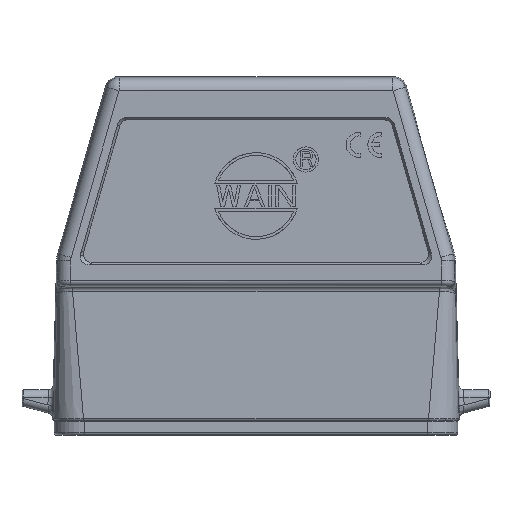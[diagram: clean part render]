
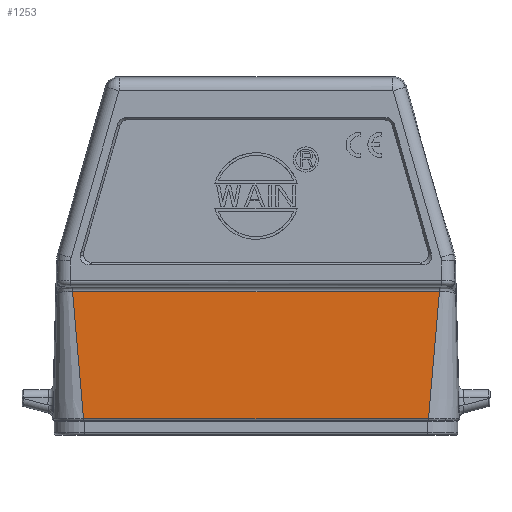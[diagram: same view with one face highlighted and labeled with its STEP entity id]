
A CAD part, top view. The second image highlights one B-rep face of the part: STEP entity #1253.
In plain terms, the highlighted planar face has unit normal (0, 0, 1).
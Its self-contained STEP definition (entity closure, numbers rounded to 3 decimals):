
#669=FACE_OUTER_BOUND('',#2576,.T.);
#1253=ADVANCED_FACE('NONE',(#669),#1758,.T.);
#1758=PLANE('',#10431);
#2576=EDGE_LOOP('',(#6043,#6044,#6045,#6046));
#3477=LINE('',#15687,#4341);
#3480=LINE('',#15787,#4344);
#3482=LINE('',#15894,#4346);
#3483=LINE('',#15896,#4347);
#4341=VECTOR('',#12113,1.);
#4344=VECTOR('',#12120,1.);
#4346=VECTOR('',#12130,1.);
#4347=VECTOR('',#12131,1.);
#6043=ORIENTED_EDGE('',*,*,#9203,.T.);
#6044=ORIENTED_EDGE('',*,*,#9213,.F.);
#6045=ORIENTED_EDGE('',*,*,#9214,.F.);
#6046=ORIENTED_EDGE('',*,*,#9194,.T.);
#8052=VERTEX_POINT('',#15686);
#8053=VERTEX_POINT('',#15688);
#8057=VERTEX_POINT('',#15786);
#8063=VERTEX_POINT('',#15895);
#9194=EDGE_CURVE('NONE',#8053,#8052,#3477,.T.);
#9203=EDGE_CURVE('NONE',#8052,#8057,#3480,.T.);
#9213=EDGE_CURVE('NONE',#8063,#8057,#3482,.T.);
#9214=EDGE_CURVE('NONE',#8053,#8063,#3483,.T.);
#10431=AXIS2_PLACEMENT_3D('',#15897,#12132,#12133);
#12113=DIRECTION('',(-1.,0.,0.));
#12120=DIRECTION('',(0.086,-0.996,0.));
#12130=DIRECTION('',(-1.,0.,0.));
#12131=DIRECTION('',(-0.086,-0.996,0.));
#12132=DIRECTION('',(0.,0.,1.));
#12133=DIRECTION('',(1.,0.,0.));
#15686=CARTESIAN_POINT('',(-36.039,25.258,14.75));
#15687=CARTESIAN_POINT('',(-40.,25.258,14.75));
#15688=CARTESIAN_POINT('',(36.039,25.258,14.75));
#15786=CARTESIAN_POINT('',(-33.887,0.3,14.75));
#15787=CARTESIAN_POINT('',(-36.039,25.258,14.75));
#15894=CARTESIAN_POINT('',(36.304,0.3,14.75));
#15895=CARTESIAN_POINT('',(33.887,0.3,14.75));
#15896=CARTESIAN_POINT('',(-42991.201,-499000.,14.75));
#15897=CARTESIAN_POINT('',(-40.,0.,14.75));
